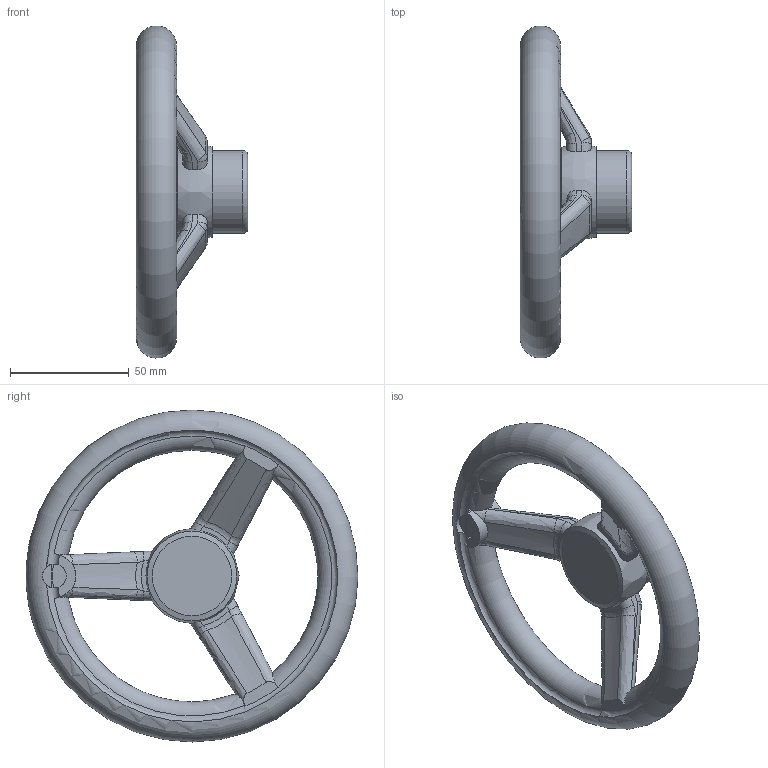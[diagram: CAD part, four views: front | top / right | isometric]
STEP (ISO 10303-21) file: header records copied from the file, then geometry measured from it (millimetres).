
FILE_DESCRIPTION(/* description */ (''),/* implementation_level */ '2;1');
FILE_NAME(/* name */ 'PN140',/* time_stamp */ '2012-11-23T17:29:39+08:00',/* author */ (''),/* organization */ (''),/* preprocessor_version */ 'ST-DEVELOPER v9',/* originating_system */ 'UGS - NX 4.0',/* authorisation */ '');
FILE_SCHEMA (('CONFIG_CONTROL_DESIGN'));
Length unit declared in the file: millimetre
Products named in the file (1): Admi32E2xp19
Bounding box: 47 x 139.99 x 139.99 mm (x, y, z)
Volume: 131891.8 mm3; surface area: 31240.4 mm2
Topology: 1 solids, 1 shells, 88 faces, 237 edges, 148 vertices
Faces by surface type: bspline 27, plane 21, cylinder 21, torus 12, cone 7
Full cylindrical faces by diameter (mm): 35 x1
Entity records: 3491 total; most frequent: CARTESIAN_POINT 1548, ORIENTED_EDGE 448, DIRECTION 298, EDGE_CURVE 224, VERTEX_POINT 148, AXIS2_PLACEMENT_3D 135, B_SPLINE_CURVE_WITH_KNOTS 119, EDGE_LOOP 102
